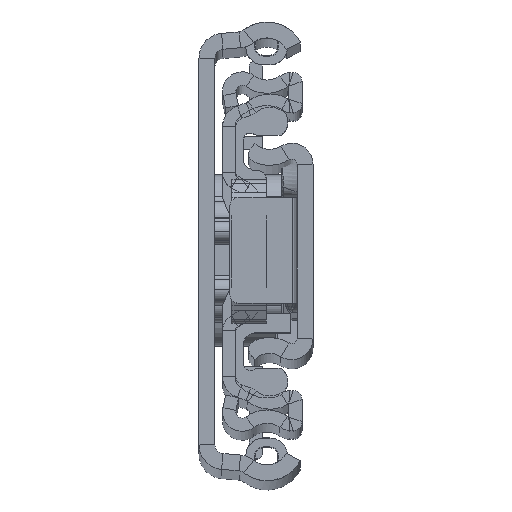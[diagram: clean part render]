
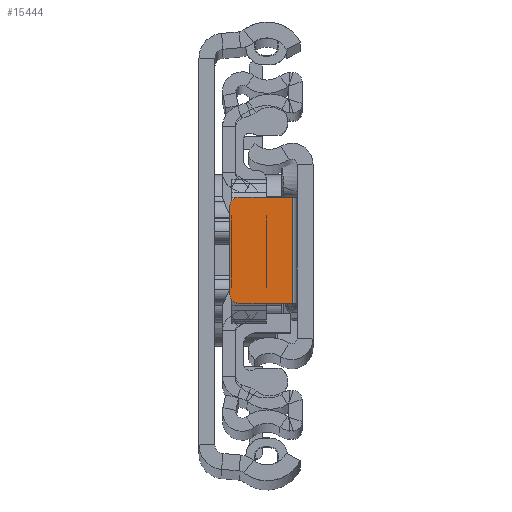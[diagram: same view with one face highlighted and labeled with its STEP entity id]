
A CAD part, top view. The second image highlights one B-rep face of the part: STEP entity #15444.
In plain terms, the highlighted planar face has unit normal (0, 0, 1).
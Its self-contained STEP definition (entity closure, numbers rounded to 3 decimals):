
#127 = DIRECTION ( 'NONE',  ( 0., -1., 0. ) ) ;
#1357 = AXIS2_PLACEMENT_3D ( 'NONE', #11843, #7499, #9511 ) ;
#1409 = AXIS2_PLACEMENT_3D ( 'NONE', #29761, #24463, #14942 ) ;
#1537 = DIRECTION ( 'NONE',  ( 0., 1., 0. ) ) ;
#1843 = DIRECTION ( 'NONE',  ( 0., 0., 1. ) ) ;
#1938 = VECTOR ( 'NONE', #8526, 1000. ) ;
#2138 = LINE ( 'NONE', #11606, #1938 ) ;
#2321 = CARTESIAN_POINT ( 'NONE',  ( -2.3, 6.151, -6.8 ) ) ;
#3189 = ORIENTED_EDGE ( 'NONE', *, *, #7503, .F. ) ;
#3723 = EDGE_CURVE ( 'NONE', #19421, #4510, #28205, .T. ) ;
#4510 = VERTEX_POINT ( 'NONE', #5056 ) ;
#5056 = CARTESIAN_POINT ( 'NONE',  ( -8.4, -5.849, -6.8 ) ) ;
#5884 = ORIENTED_EDGE ( 'NONE', *, *, #14451, .F. ) ;
#7011 = LINE ( 'NONE', #23966, #15143 ) ;
#7349 = VERTEX_POINT ( 'NONE', #21161 ) ;
#7499 = DIRECTION ( 'NONE',  ( 0., 0., 1. ) ) ;
#7503 = EDGE_CURVE ( 'NONE', #22025, #28525, #21457, .T. ) ;
#7829 = EDGE_CURVE ( 'NONE', #7349, #22025, #2138, .T. ) ;
#8526 = DIRECTION ( 'NONE',  ( 1., 0., 0. ) ) ;
#9511 = DIRECTION ( 'NONE',  ( 1., 0., 0. ) ) ;
#11017 = CARTESIAN_POINT ( 'NONE',  ( -2.3, 6.151, -6.8 ) ) ;
#11037 = CARTESIAN_POINT ( 'NONE',  ( -2.3, -5.849, -6.8 ) ) ;
#11606 = CARTESIAN_POINT ( 'NONE',  ( -1.8, 6.151, -6.8 ) ) ;
#11843 = CARTESIAN_POINT ( 'NONE',  ( -8.4, -4.849, -6.8 ) ) ;
#12693 = VERTEX_POINT ( 'NONE', #15738 ) ;
#12970 = EDGE_CURVE ( 'NONE', #7349, #12693, #17795, .T. ) ;
#14451 = EDGE_CURVE ( 'NONE', #19421, #12693, #22863, .T. ) ;
#14942 = DIRECTION ( 'NONE',  ( 1., 0., 0. ) ) ;
#15143 = VECTOR ( 'NONE', #16489, 1000. ) ;
#15444 = ADVANCED_FACE ( 'NONE', ( #30034 ), #30351, .T. ) ;
#15738 = CARTESIAN_POINT ( 'NONE',  ( -9.4, 5.151, -6.8 ) ) ;
#16294 = CARTESIAN_POINT ( 'NONE',  ( -9.4, 6.151, -6.8 ) ) ;
#16489 = DIRECTION ( 'NONE',  ( -1., 0., 0. ) ) ;
#17795 = CIRCLE ( 'NONE', #1409, 1. ) ;
#19421 = VERTEX_POINT ( 'NONE', #27282 ) ;
#19615 = EDGE_LOOP ( 'NONE', ( #5884, #27539, #30643, #3189, #23578, #28765 ) ) ;
#20576 = EDGE_CURVE ( 'NONE', #28525, #4510, #7011, .T. ) ;
#20845 = CARTESIAN_POINT ( 'NONE',  ( 0., 0., -6.8 ) ) ;
#21161 = CARTESIAN_POINT ( 'NONE',  ( -8.4, 6.151, -6.8 ) ) ;
#21457 = LINE ( 'NONE', #2321, #25377 ) ;
#22025 = VERTEX_POINT ( 'NONE', #11017 ) ;
#22863 = LINE ( 'NONE', #16294, #26824 ) ;
#23319 = DIRECTION ( 'NONE',  ( 1., 0., 0. ) ) ;
#23578 = ORIENTED_EDGE ( 'NONE', *, *, #7829, .F. ) ;
#23966 = CARTESIAN_POINT ( 'NONE',  ( -9.4, -5.849, -6.8 ) ) ;
#24463 = DIRECTION ( 'NONE',  ( 0., 0., 1. ) ) ;
#25377 = VECTOR ( 'NONE', #127, 1000. ) ;
#26824 = VECTOR ( 'NONE', #1537, 1000. ) ;
#27282 = CARTESIAN_POINT ( 'NONE',  ( -9.4, -4.849, -6.8 ) ) ;
#27539 = ORIENTED_EDGE ( 'NONE', *, *, #3723, .T. ) ;
#27781 = AXIS2_PLACEMENT_3D ( 'NONE', #20845, #1843, #23319 ) ;
#28205 = CIRCLE ( 'NONE', #1357, 1. ) ;
#28525 = VERTEX_POINT ( 'NONE', #11037 ) ;
#28765 = ORIENTED_EDGE ( 'NONE', *, *, #12970, .T. ) ;
#29761 = CARTESIAN_POINT ( 'NONE',  ( -8.4, 5.151, -6.8 ) ) ;
#30034 = FACE_OUTER_BOUND ( 'NONE', #19615, .T. ) ;
#30351 = PLANE ( 'NONE',  #27781 ) ;
#30643 = ORIENTED_EDGE ( 'NONE', *, *, #20576, .F. ) ;
